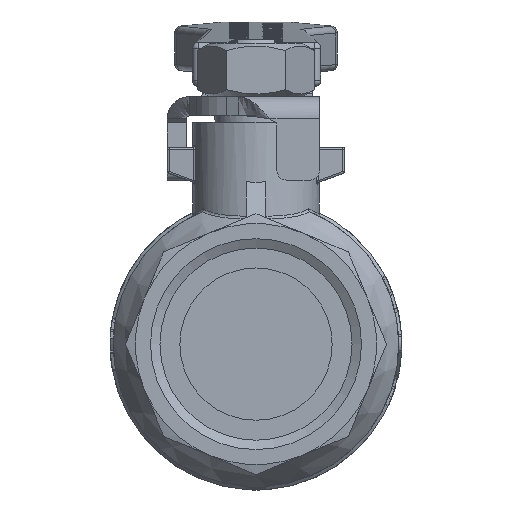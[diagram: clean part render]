
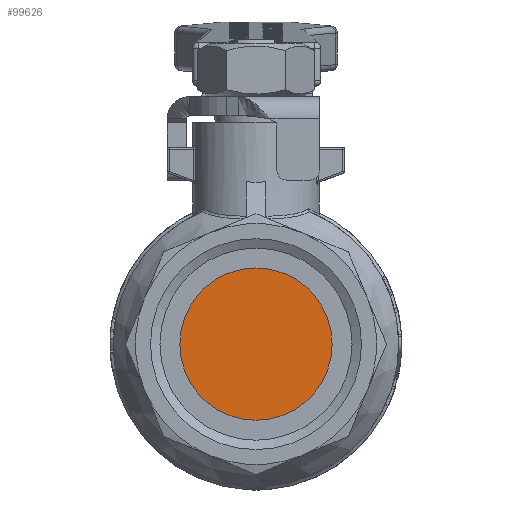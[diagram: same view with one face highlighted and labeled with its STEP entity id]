
A CAD part, left-side view. The second image highlights one B-rep face of the part: STEP entity #99626.
In plain terms, the highlighted planar face has unit normal (-1, 0, 0).
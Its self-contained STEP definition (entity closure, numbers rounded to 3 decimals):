
#1197=CARTESIAN_POINT('',(-18.815,0.,-12.));
#1198=VERTEX_POINT('',#1197);
#1199=CARTESIAN_POINT('',(-18.815,0.0,0.0));
#1200=DIRECTION('',(1.0,0.0,0.0));
#1201=DIRECTION('',(0.0,0.0,1.0));
#1202=AXIS2_PLACEMENT_3D('',#1199,#1200,#1201);
#1203=CIRCLE('',#1202,12.);
#1204=EDGE_CURVE('',#1198,#1198,#1203,.T.);
#99618=CARTESIAN_POINT('',(-18.815,0.0,-9.028));
#99619=DIRECTION('',(-1.0,0.0,0.0));
#99620=DIRECTION('',(0.0,0.0,1.0));
#99621=AXIS2_PLACEMENT_3D('',#99618,#99619,#99620);
#99622=PLANE('',#99621);
#99623=ORIENTED_EDGE('',*,*,#1204,.F.);
#99624=EDGE_LOOP('',(#99623));
#99625=FACE_OUTER_BOUND('',#99624,.T.);
#99626=ADVANCED_FACE('',(#99625),#99622,.T.);
